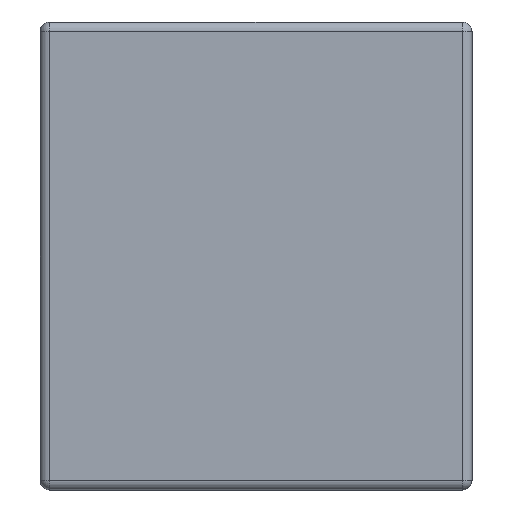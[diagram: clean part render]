
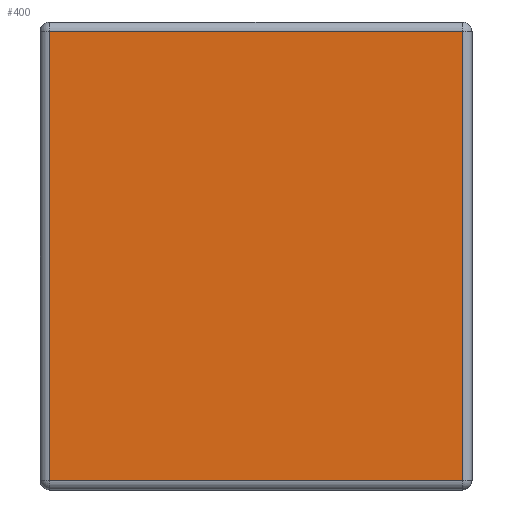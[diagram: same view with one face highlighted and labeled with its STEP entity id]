
A CAD part, left-side view. The second image highlights one B-rep face of the part: STEP entity #400.
In plain terms, the highlighted planar face has unit normal (-1, 0, 0).
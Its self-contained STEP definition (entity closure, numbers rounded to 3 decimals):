
#268 = AXIS2_PLACEMENT_3D ( 'NONE', #2989, #4496, #2326 ) ;
#377 = LINE ( 'NONE', #1818, #4326 ) ;
#400 = ADVANCED_FACE ( 'NONE', ( #863 ), #1566, .T. ) ;
#452 = LINE ( 'NONE', #1899, #912 ) ;
#595 = VECTOR ( 'NONE', #2665, 1000. ) ;
#720 = CARTESIAN_POINT ( 'NONE',  ( 0., 0.041, -1.909 ) ) ;
#863 = FACE_OUTER_BOUND ( 'NONE', #3348, .T. ) ;
#912 = VECTOR ( 'NONE', #3334, 1000. ) ;
#922 = ORIENTED_EDGE ( 'NONE', *, *, #2919, .T. ) ;
#1334 = VERTEX_POINT ( 'NONE', #3543 ) ;
#1550 = EDGE_CURVE ( 'NONE', #3357, #1334, #452, .T. ) ;
#1566 = PLANE ( 'NONE',  #268 ) ;
#1818 = CARTESIAN_POINT ( 'NONE',  ( 0., 1.8, -0.041 ) ) ;
#1899 = CARTESIAN_POINT ( 'NONE',  ( 0., 0.041, 0. ) ) ;
#2157 = EDGE_CURVE ( 'NONE', #4467, #2238, #2291, .T. ) ;
#2214 = ORIENTED_EDGE ( 'NONE', *, *, #4296, .T. ) ;
#2238 = VERTEX_POINT ( 'NONE', #2261 ) ;
#2240 = DIRECTION ( 'NONE',  ( 0., -1., 0. ) ) ;
#2261 = CARTESIAN_POINT ( 'NONE',  ( 0., 1.759, -1.909 ) ) ;
#2291 = LINE ( 'NONE', #4442, #595 ) ;
#2326 = DIRECTION ( 'NONE',  ( 0., 0., 1. ) ) ;
#2665 = DIRECTION ( 'NONE',  ( 0., 0., -1. ) ) ;
#2823 = ORIENTED_EDGE ( 'NONE', *, *, #2157, .T. ) ;
#2919 = EDGE_CURVE ( 'NONE', #2238, #3357, #3387, .T. ) ;
#2989 = CARTESIAN_POINT ( 'NONE',  ( 0., 0., 0. ) ) ;
#3116 = ORIENTED_EDGE ( 'NONE', *, *, #1550, .T. ) ;
#3159 = CARTESIAN_POINT ( 'NONE',  ( 0., 1.759, -0.041 ) ) ;
#3256 = DIRECTION ( 'NONE',  ( 0., 1., 0. ) ) ;
#3322 = VECTOR ( 'NONE', #2240, 1000. ) ;
#3334 = DIRECTION ( 'NONE',  ( 0., 0., 1. ) ) ;
#3348 = EDGE_LOOP ( 'NONE', ( #922, #3116, #2214, #2823 ) ) ;
#3357 = VERTEX_POINT ( 'NONE', #720 ) ;
#3387 = LINE ( 'NONE', #3700, #3322 ) ;
#3543 = CARTESIAN_POINT ( 'NONE',  ( 0., 0.041, -0.041 ) ) ;
#3700 = CARTESIAN_POINT ( 'NONE',  ( 0., 0., -1.909 ) ) ;
#4296 = EDGE_CURVE ( 'NONE', #1334, #4467, #377, .T. ) ;
#4326 = VECTOR ( 'NONE', #3256, 1000. ) ;
#4442 = CARTESIAN_POINT ( 'NONE',  ( 0., 1.759, -1.95 ) ) ;
#4467 = VERTEX_POINT ( 'NONE', #3159 ) ;
#4496 = DIRECTION ( 'NONE',  ( -1., 0., 0. ) ) ;
